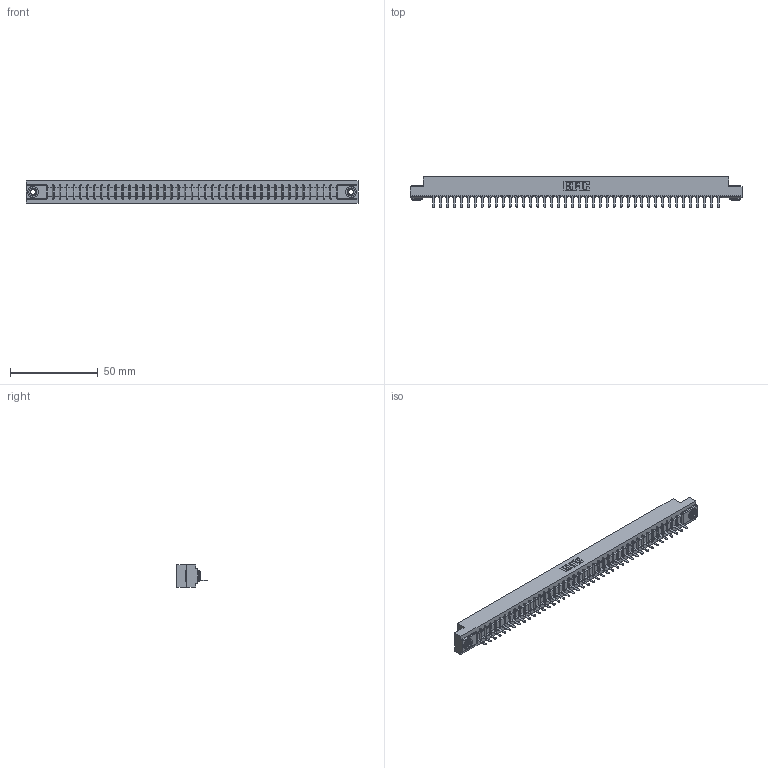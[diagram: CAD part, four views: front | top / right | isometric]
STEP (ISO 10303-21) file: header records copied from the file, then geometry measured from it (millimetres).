
FILE_DESCRIPTION (( 'STEP AP203' ), '1' );
FILE_NAME ('307-042-521-103.STEP', '2019-09-05T11:40:36', ( '' ), ( '' ), 'SwSTEP 2.0', 'SolidWorks 2016', '' );
FILE_SCHEMA (( 'CONFIG_CONTROL_DESIGN' ));
Length unit declared in the file: inch
Products named in the file (4): 345-250-002_345-250-002-102; 307-042-521-103; 307-290-002_521; 307 Part_.156 Dia Mounting Holes
Assembly tree (45 placements, depth 2):
  307-042-521-103
    307 Part_.156 Dia Mounting Holes
    307-290-002_521  x42
    345-250-002_345-250-002-102  x2
Bounding box: 189.43 x 17.42 x 12.7 mm (x, y, z)
Volume: 20275.5 mm3; surface area: 25749.7 mm2
Topology: 45 solids, 45 shells, 3321 faces, 10179 edges, 6666 vertices
Faces by surface type: plane 1984, cylinder 1243, sphere 86, cone 8
Entity records: 37789 total; most frequent: CARTESIAN_POINT 6353, ORIENTED_EDGE 6334, DIRECTION 6187, EDGE_CURVE 3167, VECTOR 2419, LINE 2419, VERTEX_POINT 2050, AXIS2_PLACEMENT_3D 1884
